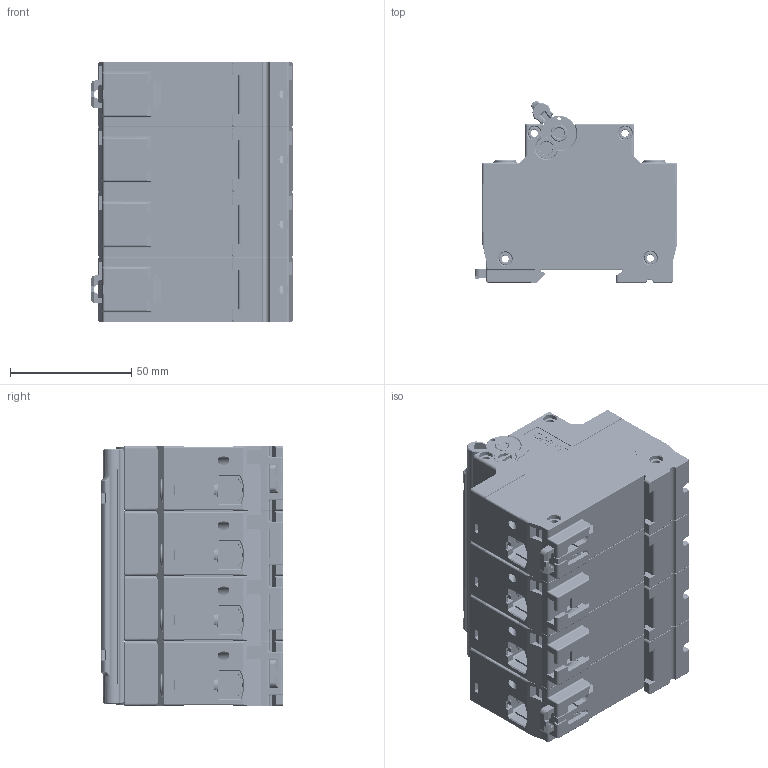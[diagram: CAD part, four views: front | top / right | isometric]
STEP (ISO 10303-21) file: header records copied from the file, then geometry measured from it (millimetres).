
FILE_DESCRIPTION((''),'2;1');
FILE_NAME('NXB-125_4P2020100001','2023-07-12T17:30:44',('liqj'),(''),'CREO PARAMETRIC BY PTC INC, 2020044','CREO PARAMETRIC BY PTC INC, 2020044','');
FILE_SCHEMA(('CONFIG_CONTROL_DESIGN','SHAPE_APPEARANCE_LAYERS_GROUPS'));
Products named in the file (1): NXB-125_4P2020100001
Bounding box: 83.55 x 74.96 x 107.2 mm (x, y, z)
Surface area: 161288.1 mm2 (no closed solid volume)
Topology: 0 solids, 43 shells, 7648 faces, 21212 edges, 13417 vertices
Faces by surface type: plane 3755, cylinder 2255, bspline 553, torus 507, cone 294, sphere 272, extrusion 12
Entity records: 301803 total; most frequent: CARTESIAN_POINT 76848, ORIENTED_EDGE 41968, DIRECTION 37485, EDGE_CURVE 21000, VERTEX_POINT 13417, AXIS2_PLACEMENT_3D 12613, VECTOR 12259, LINE 12247
